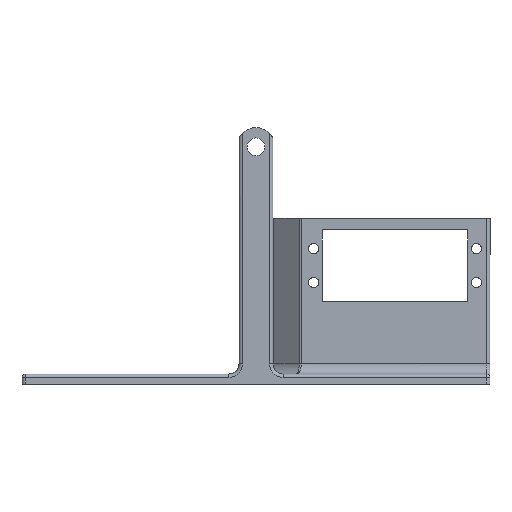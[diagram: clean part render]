
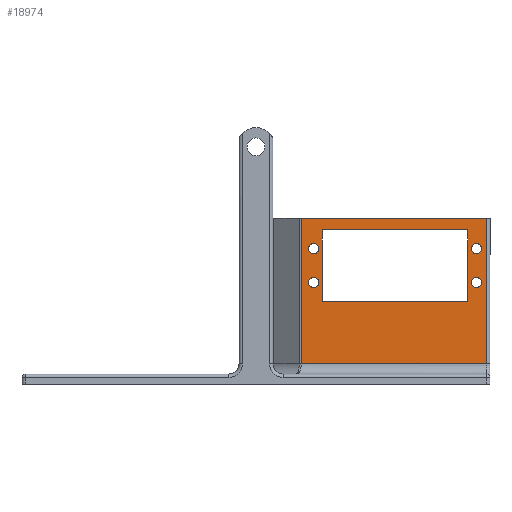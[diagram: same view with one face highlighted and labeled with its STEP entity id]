
A CAD part, left-side view. The second image highlights one B-rep face of the part: STEP entity #18974.
In plain terms, the highlighted planar face has unit normal (-1, 0, 0).
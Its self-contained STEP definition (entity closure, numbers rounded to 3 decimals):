
#51 = DIRECTION ( 'NONE',  ( 1., 0., 0. ) ) ;
#99 = VERTEX_POINT ( 'NONE', #1403 ) ;
#203 = ORIENTED_EDGE ( 'NONE', *, *, #6071, .T. ) ;
#209 = ORIENTED_EDGE ( 'NONE', *, *, #8123, .T. ) ;
#1129 = ORIENTED_EDGE ( 'NONE', *, *, #21393, .T. ) ;
#1270 = EDGE_CURVE ( 'NONE', #99, #5443, #8929, .T. ) ;
#1403 = CARTESIAN_POINT ( 'NONE',  ( 51.2, -19.5, 24.5 ) ) ;
#1728 = CARTESIAN_POINT ( 'NONE',  ( 51.2, -13.368, 0. ) ) ;
#2355 = DIRECTION ( 'NONE',  ( 0., 1., 0. ) ) ;
#2368 = CARTESIAN_POINT ( 'NONE',  ( 51.2, -17., 38.5 ) ) ;
#3012 = EDGE_CURVE ( 'NONE', #7155, #19271, #34686, .T. ) ;
#3885 = EDGE_CURVE ( 'NONE', #35830, #21228, #18279, .T. ) ;
#3922 = CARTESIAN_POINT ( 'NONE',  ( 51.2, -17., 30. ) ) ;
#3950 = CARTESIAN_POINT ( 'NONE',  ( 51.2, -68., 0. ) ) ;
#4044 = VERTEX_POINT ( 'NONE', #24679 ) ;
#4238 = VECTOR ( 'NONE', #35495, 1000. ) ;
#4463 = CARTESIAN_POINT ( 'NONE',  ( 51.2, 0., 6. ) ) ;
#4501 = CARTESIAN_POINT ( 'NONE',  ( 51.2, -17., 41.5 ) ) ;
#4932 = FACE_BOUND ( 'NONE', #31265, .T. ) ;
#5065 = LINE ( 'NONE', #24986, #4238 ) ;
#5238 = EDGE_CURVE ( 'NONE', #24793, #4044, #29388, .T. ) ;
#5385 = EDGE_CURVE ( 'NONE', #4044, #99, #13044, .T. ) ;
#5443 = VERTEX_POINT ( 'NONE', #22102 ) ;
#6032 = CARTESIAN_POINT ( 'NONE',  ( 51.2, -65., 30. ) ) ;
#6071 = EDGE_CURVE ( 'NONE', #26474, #28954, #23141, .T. ) ;
#6348 = DIRECTION ( 'NONE',  ( 0., 0., -1. ) ) ;
#6499 = ORIENTED_EDGE ( 'NONE', *, *, #3885, .T. ) ;
#6752 = CIRCLE ( 'NONE', #16567, 1.5 ) ;
#7053 = CARTESIAN_POINT ( 'NONE',  ( 51.2, -17., 40. ) ) ;
#7155 = VERTEX_POINT ( 'NONE', #11728 ) ;
#7309 = AXIS2_PLACEMENT_3D ( 'NONE', #3922, #15778, #26691 ) ;
#7451 = DIRECTION ( 'NONE',  ( 0., 0., -1. ) ) ;
#7909 = EDGE_LOOP ( 'NONE', ( #24523, #25301, #30873, #35776 ) ) ;
#7916 = CARTESIAN_POINT ( 'NONE',  ( 51.2, -13.368, 49. ) ) ;
#8123 = EDGE_CURVE ( 'NONE', #16266, #34318, #29019, .T. ) ;
#8235 = CIRCLE ( 'NONE', #29065, 1.5 ) ;
#8476 = VECTOR ( 'NONE', #29121, 1000. ) ;
#8638 = CARTESIAN_POINT ( 'NONE',  ( 51.2, -65., 31.5 ) ) ;
#8929 = LINE ( 'NONE', #19625, #9126 ) ;
#9096 = ORIENTED_EDGE ( 'NONE', *, *, #31602, .T. ) ;
#9126 = VECTOR ( 'NONE', #20163, 1000. ) ;
#9374 = DIRECTION ( 'NONE',  ( 0., 0., -1. ) ) ;
#9405 = CARTESIAN_POINT ( 'NONE',  ( 51.2, -65., 30. ) ) ;
#9840 = EDGE_LOOP ( 'NONE', ( #13433, #9096, #11160, #203 ) ) ;
#9976 = CIRCLE ( 'NONE', #14592, 1.5 ) ;
#11051 = CARTESIAN_POINT ( 'NONE',  ( 51.2, -19.5, 24.5 ) ) ;
#11100 = DIRECTION ( 'NONE',  ( 0., 0., -1. ) ) ;
#11160 = ORIENTED_EDGE ( 'NONE', *, *, #11607, .F. ) ;
#11409 = EDGE_CURVE ( 'NONE', #34318, #16266, #8235, .T. ) ;
#11538 = EDGE_CURVE ( 'NONE', #23295, #14082, #9976, .T. ) ;
#11607 = EDGE_CURVE ( 'NONE', #26474, #27182, #29514, .T. ) ;
#11728 = CARTESIAN_POINT ( 'NONE',  ( 51.2, -65., 41.5 ) ) ;
#11784 = DIRECTION ( 'NONE',  ( 0., 0., -1. ) ) ;
#12383 = CARTESIAN_POINT ( 'NONE',  ( 51.2, -17., 31.5 ) ) ;
#12547 = FACE_BOUND ( 'NONE', #20336, .T. ) ;
#13044 = LINE ( 'NONE', #11051, #31385 ) ;
#13433 = ORIENTED_EDGE ( 'NONE', *, *, #23667, .T. ) ;
#14082 = VERTEX_POINT ( 'NONE', #2368 ) ;
#14592 = AXIS2_PLACEMENT_3D ( 'NONE', #7053, #15894, #18266 ) ;
#14857 = DIRECTION ( 'NONE',  ( 1., 0., 0. ) ) ;
#15320 = CARTESIAN_POINT ( 'NONE',  ( 51.2, -65., 28.5 ) ) ;
#15371 = CARTESIAN_POINT ( 'NONE',  ( 51.2, -13., 49. ) ) ;
#15736 = CARTESIAN_POINT ( 'NONE',  ( 51.2, -65., 38.5 ) ) ;
#15778 = DIRECTION ( 'NONE',  ( 1., 0., 0. ) ) ;
#15894 = DIRECTION ( 'NONE',  ( 1., 0., 0. ) ) ;
#16266 = VERTEX_POINT ( 'NONE', #8638 ) ;
#16567 = AXIS2_PLACEMENT_3D ( 'NONE', #30305, #28320, #16701 ) ;
#16701 = DIRECTION ( 'NONE',  ( 0., 0., -1. ) ) ;
#16945 = CARTESIAN_POINT ( 'NONE',  ( 51.2, -62.5, 45.5 ) ) ;
#17750 = ORIENTED_EDGE ( 'NONE', *, *, #19404, .T. ) ;
#17792 = VECTOR ( 'NONE', #24368, 1000. ) ;
#18097 = DIRECTION ( 'NONE',  ( 0., -1., 0. ) ) ;
#18209 = EDGE_CURVE ( 'NONE', #5443, #24793, #5065, .T. ) ;
#18266 = DIRECTION ( 'NONE',  ( 0., 0., -1. ) ) ;
#18279 = CIRCLE ( 'NONE', #7309, 1.5 ) ;
#18694 = CARTESIAN_POINT ( 'NONE',  ( 51.2, -17., 28.5 ) ) ;
#18974 = ADVANCED_FACE ( 'NONE', ( #29942, #29755, #12547, #4932, #27052, #24318 ), #21588, .F. ) ;
#19014 = CARTESIAN_POINT ( 'NONE',  ( 51.2, -17., 40. ) ) ;
#19062 = AXIS2_PLACEMENT_3D ( 'NONE', #31008, #14857, #11784 ) ;
#19271 = VERTEX_POINT ( 'NONE', #15736 ) ;
#19373 = DIRECTION ( 'NONE',  ( 0., 0., -1. ) ) ;
#19404 = EDGE_CURVE ( 'NONE', #14082, #23295, #33774, .T. ) ;
#19625 = CARTESIAN_POINT ( 'NONE',  ( 51.2, -19.5, 45.5 ) ) ;
#20163 = DIRECTION ( 'NONE',  ( 0., 0., 1. ) ) ;
#20336 = EDGE_LOOP ( 'NONE', ( #209, #35707 ) ) ;
#20611 = CARTESIAN_POINT ( 'NONE',  ( 51.2, -65., 40. ) ) ;
#21228 = VERTEX_POINT ( 'NONE', #18694 ) ;
#21393 = EDGE_CURVE ( 'NONE', #21228, #35830, #6752, .T. ) ;
#21499 = VECTOR ( 'NONE', #7451, 1000. ) ;
#21588 = PLANE ( 'NONE',  #24557 ) ;
#22102 = CARTESIAN_POINT ( 'NONE',  ( 51.2, -19.5, 45.5 ) ) ;
#22135 = CARTESIAN_POINT ( 'NONE',  ( 51.2, 0., 0. ) ) ;
#22484 = ORIENTED_EDGE ( 'NONE', *, *, #3012, .T. ) ;
#23141 = LINE ( 'NONE', #1728, #28556 ) ;
#23246 = AXIS2_PLACEMENT_3D ( 'NONE', #6032, #51, #11100 ) ;
#23295 = VERTEX_POINT ( 'NONE', #4501 ) ;
#23667 = EDGE_CURVE ( 'NONE', #28954, #25482, #29297, .T. ) ;
#24056 = CARTESIAN_POINT ( 'NONE',  ( 51.2, -13.368, 6. ) ) ;
#24318 = FACE_BOUND ( 'NONE', #7909, .T. ) ;
#24368 = DIRECTION ( 'NONE',  ( 0., -1., 0. ) ) ;
#24523 = ORIENTED_EDGE ( 'NONE', *, *, #5385, .T. ) ;
#24557 = AXIS2_PLACEMENT_3D ( 'NONE', #22135, #24683, #33373 ) ;
#24679 = CARTESIAN_POINT ( 'NONE',  ( 51.2, -62.5, 24.5 ) ) ;
#24683 = DIRECTION ( 'NONE',  ( 1., 0., 0. ) ) ;
#24793 = VERTEX_POINT ( 'NONE', #16945 ) ;
#24986 = CARTESIAN_POINT ( 'NONE',  ( 51.2, -19.5, 45.5 ) ) ;
#25285 = EDGE_LOOP ( 'NONE', ( #33354, #17750 ) ) ;
#25301 = ORIENTED_EDGE ( 'NONE', *, *, #1270, .T. ) ;
#25482 = VERTEX_POINT ( 'NONE', #28341 ) ;
#25550 = DIRECTION ( 'NONE',  ( 1., 0., 0. ) ) ;
#26321 = EDGE_CURVE ( 'NONE', #19271, #7155, #29345, .T. ) ;
#26474 = VERTEX_POINT ( 'NONE', #7916 ) ;
#26691 = DIRECTION ( 'NONE',  ( 0., 0., -1. ) ) ;
#27052 = FACE_OUTER_BOUND ( 'NONE', #9840, .T. ) ;
#27182 = VERTEX_POINT ( 'NONE', #32065 ) ;
#28320 = DIRECTION ( 'NONE',  ( 1., 0., 0. ) ) ;
#28341 = CARTESIAN_POINT ( 'NONE',  ( 51.2, -68., 6. ) ) ;
#28556 = VECTOR ( 'NONE', #31471, 1000. ) ;
#28580 = AXIS2_PLACEMENT_3D ( 'NONE', #19014, #35872, #19373 ) ;
#28954 = VERTEX_POINT ( 'NONE', #24056 ) ;
#29019 = CIRCLE ( 'NONE', #23246, 1.5 ) ;
#29065 = AXIS2_PLACEMENT_3D ( 'NONE', #9405, #25550, #6348 ) ;
#29121 = DIRECTION ( 'NONE',  ( 0., 0., 1. ) ) ;
#29297 = LINE ( 'NONE', #4463, #17792 ) ;
#29345 = CIRCLE ( 'NONE', #32784, 1.5 ) ;
#29388 = LINE ( 'NONE', #29554, #21499 ) ;
#29514 = LINE ( 'NONE', #15371, #32533 ) ;
#29554 = CARTESIAN_POINT ( 'NONE',  ( 51.2, -62.5, 45.5 ) ) ;
#29755 = FACE_BOUND ( 'NONE', #25285, .T. ) ;
#29942 = FACE_BOUND ( 'NONE', #31335, .T. ) ;
#30305 = CARTESIAN_POINT ( 'NONE',  ( 51.2, -17., 30. ) ) ;
#30873 = ORIENTED_EDGE ( 'NONE', *, *, #18209, .T. ) ;
#31008 = CARTESIAN_POINT ( 'NONE',  ( 51.2, -65., 40. ) ) ;
#31265 = EDGE_LOOP ( 'NONE', ( #6499, #1129 ) ) ;
#31335 = EDGE_LOOP ( 'NONE', ( #22484, #34762 ) ) ;
#31385 = VECTOR ( 'NONE', #2355, 1000. ) ;
#31471 = DIRECTION ( 'NONE',  ( 0., 0., -1. ) ) ;
#31602 = EDGE_CURVE ( 'NONE', #25482, #27182, #34550, .T. ) ;
#31843 = DIRECTION ( 'NONE',  ( 1., 0., 0. ) ) ;
#32065 = CARTESIAN_POINT ( 'NONE',  ( 51.2, -68., 49. ) ) ;
#32533 = VECTOR ( 'NONE', #18097, 1000. ) ;
#32784 = AXIS2_PLACEMENT_3D ( 'NONE', #20611, #31843, #9374 ) ;
#33354 = ORIENTED_EDGE ( 'NONE', *, *, #11538, .T. ) ;
#33373 = DIRECTION ( 'NONE',  ( 0., 0., -1. ) ) ;
#33774 = CIRCLE ( 'NONE', #28580, 1.5 ) ;
#34318 = VERTEX_POINT ( 'NONE', #15320 ) ;
#34550 = LINE ( 'NONE', #3950, #8476 ) ;
#34686 = CIRCLE ( 'NONE', #19062, 1.5 ) ;
#34762 = ORIENTED_EDGE ( 'NONE', *, *, #26321, .T. ) ;
#35495 = DIRECTION ( 'NONE',  ( 0., -1., 0. ) ) ;
#35707 = ORIENTED_EDGE ( 'NONE', *, *, #11409, .T. ) ;
#35776 = ORIENTED_EDGE ( 'NONE', *, *, #5238, .T. ) ;
#35830 = VERTEX_POINT ( 'NONE', #12383 ) ;
#35872 = DIRECTION ( 'NONE',  ( 1., 0., 0. ) ) ;
